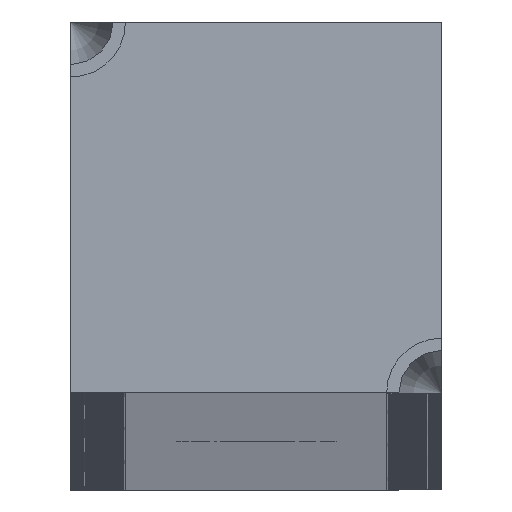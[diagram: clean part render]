
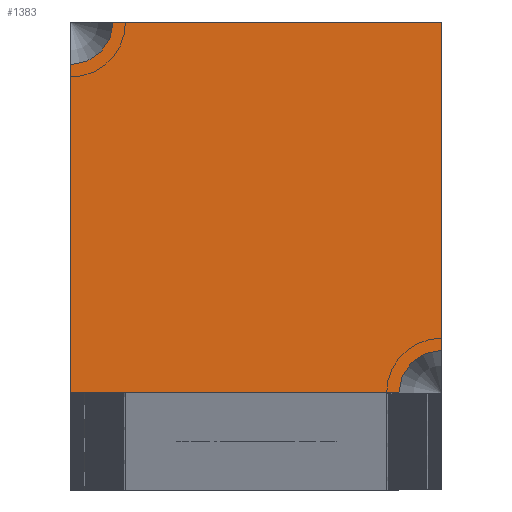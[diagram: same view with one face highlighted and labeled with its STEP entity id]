
A CAD part, top view. The second image highlights one B-rep face of the part: STEP entity #1383.
In plain terms, the highlighted planar face has unit normal (0, 0, 1).
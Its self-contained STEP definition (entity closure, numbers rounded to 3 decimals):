
#138 = AXIS2_PLACEMENT_3D ( 'NONE', #4016, #11947, #7811 ) ;
#1383 = ADVANCED_FACE ( 'NONE', ( #23039 ), #12595, .T. ) ;
#1448 = LINE ( 'NONE', #7998, #3283 ) ;
#1523 = ORIENTED_EDGE ( 'NONE', *, *, #19715, .T. ) ;
#2233 = DIRECTION ( 'NONE',  ( 0., 1., 0. ) ) ;
#2879 = VECTOR ( 'NONE', #7407, 1000. ) ;
#3083 = VERTEX_POINT ( 'NONE', #23272 ) ;
#3283 = VECTOR ( 'NONE', #2233, 1000. ) ;
#3949 = DIRECTION ( 'NONE',  ( 1., 0., 0. ) ) ;
#4016 = CARTESIAN_POINT ( 'NONE',  ( -10., 10., 1500. ) ) ;
#4281 = DIRECTION ( 'NONE',  ( 0., 0., -1. ) ) ;
#4686 = DIRECTION ( 'NONE',  ( 1., 0., 0. ) ) ;
#5172 = CARTESIAN_POINT ( 'NONE',  ( -10., -10., 1500. ) ) ;
#5176 = EDGE_CURVE ( 'NONE', #19266, #12115, #13739, .T. ) ;
#5220 = EDGE_CURVE ( 'NONE', #12115, #11893, #1448, .T. ) ;
#5435 = LINE ( 'NONE', #6106, #10065 ) ;
#6106 = CARTESIAN_POINT ( 'NONE',  ( -10., 10., 1500. ) ) ;
#6563 = LINE ( 'NONE', #5172, #2879 ) ;
#7199 = ORIENTED_EDGE ( 'NONE', *, *, #5220, .T. ) ;
#7407 = DIRECTION ( 'NONE',  ( 1., 0., 0. ) ) ;
#7680 = LINE ( 'NONE', #10078, #19109 ) ;
#7811 = DIRECTION ( 'NONE',  ( 1., 0., 0. ) ) ;
#7998 = CARTESIAN_POINT ( 'NONE',  ( 10., 10., 1500. ) ) ;
#8123 = AXIS2_PLACEMENT_3D ( 'NONE', #14087, #4281, #3949 ) ;
#8746 = CARTESIAN_POINT ( 'NONE',  ( -10., 7.702, 1500. ) ) ;
#9112 = ORIENTED_EDGE ( 'NONE', *, *, #21568, .T. ) ;
#9855 = CARTESIAN_POINT ( 'NONE',  ( 10., -7.702, 1500. ) ) ;
#10065 = VECTOR ( 'NONE', #24053, 1000. ) ;
#10078 = CARTESIAN_POINT ( 'NONE',  ( -10., 10., 1500. ) ) ;
#11289 = AXIS2_PLACEMENT_3D ( 'NONE', #16774, #22506, #4686 ) ;
#11404 = EDGE_CURVE ( 'NONE', #3083, #24392, #23041, .T. ) ;
#11893 = VERTEX_POINT ( 'NONE', #21130 ) ;
#11947 = DIRECTION ( 'NONE',  ( 0., 0., -1. ) ) ;
#12115 = VERTEX_POINT ( 'NONE', #9855 ) ;
#12595 = PLANE ( 'NONE',  #11289 ) ;
#13739 = CIRCLE ( 'NONE', #8123, 2.298 ) ;
#14087 = CARTESIAN_POINT ( 'NONE',  ( 10., -10., 1500. ) ) ;
#16774 = CARTESIAN_POINT ( 'NONE',  ( 0., 0., 1500. ) ) ;
#17838 = CARTESIAN_POINT ( 'NONE',  ( -10., -10., 1500. ) ) ;
#17893 = ORIENTED_EDGE ( 'NONE', *, *, #23942, .T. ) ;
#18040 = DIRECTION ( 'NONE',  ( 0., -1., 0. ) ) ;
#19109 = VECTOR ( 'NONE', #18040, 1000. ) ;
#19266 = VERTEX_POINT ( 'NONE', #22611 ) ;
#19715 = EDGE_CURVE ( 'NONE', #24392, #22627, #7680, .T. ) ;
#20521 = EDGE_LOOP ( 'NONE', ( #17893, #22970, #7199, #9112, #24072, #1523 ) ) ;
#21130 = CARTESIAN_POINT ( 'NONE',  ( 10., 10., 1500. ) ) ;
#21568 = EDGE_CURVE ( 'NONE', #11893, #3083, #5435, .T. ) ;
#22506 = DIRECTION ( 'NONE',  ( 0., 0., 1. ) ) ;
#22611 = CARTESIAN_POINT ( 'NONE',  ( 7.702, -10., 1500. ) ) ;
#22627 = VERTEX_POINT ( 'NONE', #17838 ) ;
#22970 = ORIENTED_EDGE ( 'NONE', *, *, #5176, .T. ) ;
#23039 = FACE_OUTER_BOUND ( 'NONE', #20521, .T. ) ;
#23041 = CIRCLE ( 'NONE', #138, 2.298 ) ;
#23272 = CARTESIAN_POINT ( 'NONE',  ( -7.702, 10., 1500. ) ) ;
#23942 = EDGE_CURVE ( 'NONE', #22627, #19266, #6563, .T. ) ;
#24053 = DIRECTION ( 'NONE',  ( -1., 0., 0. ) ) ;
#24072 = ORIENTED_EDGE ( 'NONE', *, *, #11404, .T. ) ;
#24392 = VERTEX_POINT ( 'NONE', #8746 ) ;
